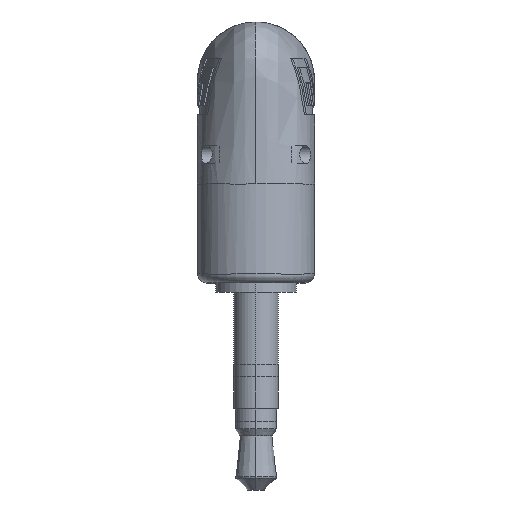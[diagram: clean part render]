
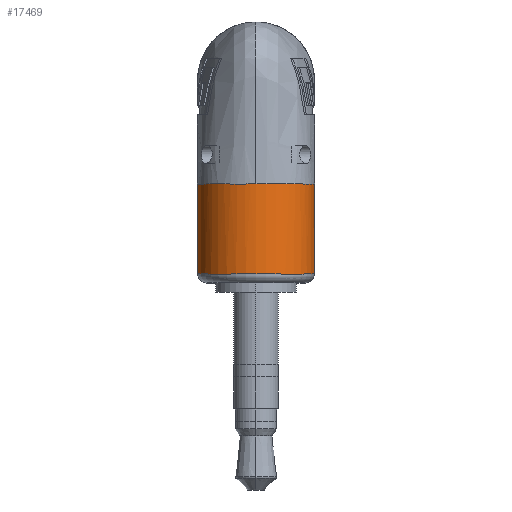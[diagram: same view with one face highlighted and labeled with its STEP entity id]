
A CAD part, left-side view. The second image highlights one B-rep face of the part: STEP entity #17469.
In plain terms, the highlighted cylindrical face has radius 3.25 mm (diameter 6.5 mm), a partial arc.
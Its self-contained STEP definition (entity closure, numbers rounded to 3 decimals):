
#1196 = CARTESIAN_POINT ( 'NONE',  ( -3.25, 0., 8. ) ) ;
#2635 = CARTESIAN_POINT ( 'NONE',  ( -3.25, 0., 3. ) ) ;
#2776 = DIRECTION ( 'NONE',  ( -1., 0., 0. ) ) ;
#2806 = CIRCLE ( 'NONE', #20640, 3.25 ) ;
#3171 = CARTESIAN_POINT ( 'NONE',  ( -3.25, 0.425, 8. ) ) ;
#3792 = DIRECTION ( 'NONE',  ( 0., 0., 1. ) ) ;
#3931 = CARTESIAN_POINT ( 'NONE',  ( 3.25, 0., 8. ) ) ;
#5229 = LINE ( 'NONE', #1196, #11096 ) ;
#5813 = ORIENTED_EDGE ( 'NONE', *, *, #7409, .F. ) ;
#6346 = ORIENTED_EDGE ( 'NONE', *, *, #10121, .F. ) ;
#6625 = VERTEX_POINT ( 'NONE', #17525 ) ;
#7409 = EDGE_CURVE ( 'NONE', #6625, #19581, #26095, .T. ) ;
#7484 = DIRECTION ( 'NONE',  ( 0., 0., -1. ) ) ;
#8633 = AXIS2_PLACEMENT_3D ( 'NONE', #23678, #11099, #2776 ) ;
#9461 = CARTESIAN_POINT ( 'NONE',  ( -0.425, 3.25, 8. ) ) ;
#10013 = CARTESIAN_POINT ( 'NONE',  ( 2.358, 2.358, 8. ) ) ;
#10121 = EDGE_CURVE ( 'NONE', #10242, #24444, #5229, .T. ) ;
#10211 = DIRECTION ( 'NONE',  ( 0., 0., -1. ) ) ;
#10242 = VERTEX_POINT ( 'NONE', #23070 ) ;
#11096 = VECTOR ( 'NONE', #7484, 1000. ) ;
#11099 = DIRECTION ( 'NONE',  ( 0., 0., -1. ) ) ;
#11118 = B_SPLINE_CURVE_WITH_KNOTS ( 'NONE', 3,
 ( #19677, #9461, #17849, #26156, #21768, #3171, #21871 ),
 .UNSPECIFIED., .F., .F.,
 ( 4, 1, 1, 1, 4 ),
 ( 0., 0.063, 0.125, 0.187, 0.25 ),
 .UNSPECIFIED. ) ;
#12447 = CYLINDRICAL_SURFACE ( 'NONE', #8633, 3.25 ) ;
#14452 = EDGE_LOOP ( 'NONE', ( #5813, #22218, #18560, #6346, #18255 ) ) ;
#15551 = LINE ( 'NONE', #24623, #24369 ) ;
#16707 = FACE_OUTER_BOUND ( 'NONE', #14452, .T. ) ;
#17469 = ADVANCED_FACE ( 'NONE', ( #16707 ), #12447, .T. ) ;
#17525 = CARTESIAN_POINT ( 'NONE',  ( 3.25, 0., 8. ) ) ;
#17849 = CARTESIAN_POINT ( 'NONE',  ( -1.276, 3.081, 8. ) ) ;
#18255 = ORIENTED_EDGE ( 'NONE', *, *, #22929, .F. ) ;
#18560 = ORIENTED_EDGE ( 'NONE', *, *, #23169, .T. ) ;
#19581 = VERTEX_POINT ( 'NONE', #26214 ) ;
#19677 = CARTESIAN_POINT ( 'NONE',  ( 0., 3.25, 8. ) ) ;
#20596 = DIRECTION ( 'NONE',  ( 1., 0., 0. ) ) ;
#20640 = AXIS2_PLACEMENT_3D ( 'NONE', #27046, #3792, #20596 ) ;
#20891 = CARTESIAN_POINT ( 'NONE',  ( 1.276, 3.081, 8. ) ) ;
#21768 = CARTESIAN_POINT ( 'NONE',  ( -3.081, 1.276, 8. ) ) ;
#21871 = CARTESIAN_POINT ( 'NONE',  ( -3.25, 0., 8. ) ) ;
#22218 = ORIENTED_EDGE ( 'NONE', *, *, #22539, .T. ) ;
#22521 = CARTESIAN_POINT ( 'NONE',  ( 3.081, 1.276, 8. ) ) ;
#22539 = EDGE_CURVE ( 'NONE', #6625, #26803, #15551, .T. ) ;
#22883 = CARTESIAN_POINT ( 'NONE',  ( 0.425, 3.25, 8. ) ) ;
#22929 = EDGE_CURVE ( 'NONE', #19581, #10242, #11118, .T. ) ;
#23070 = CARTESIAN_POINT ( 'NONE',  ( -3.25, 0., 8. ) ) ;
#23169 = EDGE_CURVE ( 'NONE', #26803, #24444, #2806, .T. ) ;
#23678 = CARTESIAN_POINT ( 'NONE',  ( 0., 0., 8. ) ) ;
#24332 = CARTESIAN_POINT ( 'NONE',  ( 3.25, 0.425, 8. ) ) ;
#24369 = VECTOR ( 'NONE', #10211, 1000. ) ;
#24444 = VERTEX_POINT ( 'NONE', #2635 ) ;
#24623 = CARTESIAN_POINT ( 'NONE',  ( 3.25, 0., 8. ) ) ;
#24893 = CARTESIAN_POINT ( 'NONE',  ( 0., 3.25, 8. ) ) ;
#25073 = CARTESIAN_POINT ( 'NONE',  ( 3.25, 0., 3. ) ) ;
#26095 = B_SPLINE_CURVE_WITH_KNOTS ( 'NONE', 3,
 ( #3931, #24332, #22521, #10013, #20891, #22883, #24893 ),
 .UNSPECIFIED., .F., .F.,
 ( 4, 1, 1, 1, 4 ),
 ( 0.75, 0.813, 0.875, 0.938, 1. ),
 .UNSPECIFIED. ) ;
#26156 = CARTESIAN_POINT ( 'NONE',  ( -2.358, 2.358, 8. ) ) ;
#26214 = CARTESIAN_POINT ( 'NONE',  ( 0., 3.25, 8. ) ) ;
#26803 = VERTEX_POINT ( 'NONE', #25073 ) ;
#27046 = CARTESIAN_POINT ( 'NONE',  ( 0., 0., 3. ) ) ;
